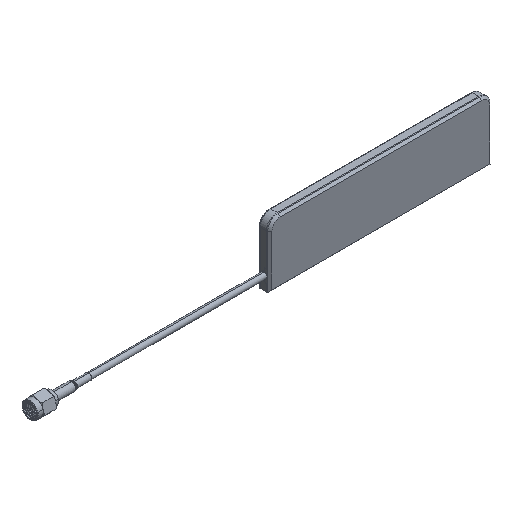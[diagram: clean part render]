
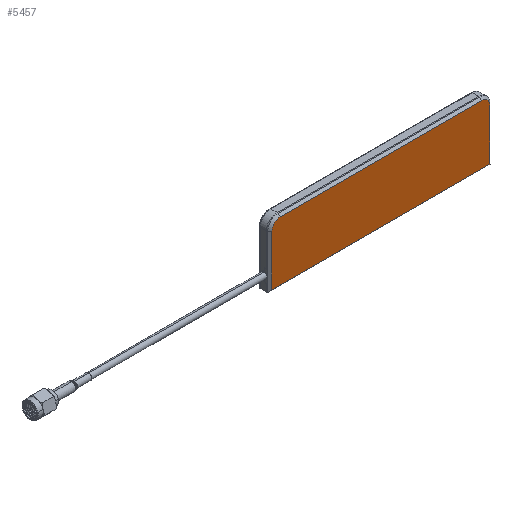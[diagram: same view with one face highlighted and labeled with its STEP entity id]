
A CAD part, isometric view. The second image highlights one B-rep face of the part: STEP entity #5457.
In plain terms, the highlighted planar face has unit normal (0, -1, 0).
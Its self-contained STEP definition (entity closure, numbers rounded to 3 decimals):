
#55 = DIRECTION ( 'NONE',  ( 0., 0., 1. ) ) ;
#231 = CARTESIAN_POINT ( 'NONE',  ( -47.5, -2.7, 14. ) ) ;
#290 = CARTESIAN_POINT ( 'NONE',  ( -47.5, -2.7, 10. ) ) ;
#415 = LINE ( 'NONE', #7878, #2905 ) ;
#625 = VERTEX_POINT ( 'NONE', #8348 ) ;
#719 = CARTESIAN_POINT ( 'NONE',  ( 51.5, -2.7, -14. ) ) ;
#963 = DIRECTION ( 'NONE',  ( -1., 0., 0. ) ) ;
#1420 = CARTESIAN_POINT ( 'NONE',  ( 47.5, -2.7, 10. ) ) ;
#1786 = VERTEX_POINT ( 'NONE', #719 ) ;
#1921 = DIRECTION ( 'NONE',  ( 0., 0., 1. ) ) ;
#1972 = ORIENTED_EDGE ( 'NONE', *, *, #6002, .T. ) ;
#2098 = EDGE_CURVE ( 'NONE', #625, #3441, #7982, .T. ) ;
#2171 = VECTOR ( 'NONE', #1921, 1000. ) ;
#2278 = LINE ( 'NONE', #6058, #4545 ) ;
#2327 = CARTESIAN_POINT ( 'NONE',  ( 51.5, -2.7, 10. ) ) ;
#2433 = EDGE_CURVE ( 'NONE', #8107, #2897, #2278, .T. ) ;
#2626 = ORIENTED_EDGE ( 'NONE', *, *, #2098, .T. ) ;
#2897 = VERTEX_POINT ( 'NONE', #3608 ) ;
#2901 = CARTESIAN_POINT ( 'NONE',  ( 47.5, -2.7, 14. ) ) ;
#2905 = VECTOR ( 'NONE', #5215, 1000. ) ;
#3169 = DIRECTION ( 'NONE',  ( 0., -1., 0. ) ) ;
#3198 = PLANE ( 'NONE',  #7625 ) ;
#3257 = FACE_OUTER_BOUND ( 'NONE', #7165, .T. ) ;
#3441 = VERTEX_POINT ( 'NONE', #231 ) ;
#3455 = DIRECTION ( 'NONE',  ( 0., 0., -1. ) ) ;
#3482 = EDGE_CURVE ( 'NONE', #4151, #625, #3607, .T. ) ;
#3607 = CIRCLE ( 'NONE', #8186, 4. ) ;
#3608 = CARTESIAN_POINT ( 'NONE',  ( -51.5, -2.7, -14. ) ) ;
#3955 = CARTESIAN_POINT ( 'NONE',  ( 47.5, -2.7, 10. ) ) ;
#4151 = VERTEX_POINT ( 'NONE', #2327 ) ;
#4272 = AXIS2_PLACEMENT_3D ( 'NONE', #290, #6143, #7484 ) ;
#4545 = VECTOR ( 'NONE', #3455, 1000. ) ;
#4801 = CARTESIAN_POINT ( 'NONE',  ( -51.5, -2.7, 10. ) ) ;
#4973 = ORIENTED_EDGE ( 'NONE', *, *, #6107, .T. ) ;
#5215 = DIRECTION ( 'NONE',  ( 1., 0., 0. ) ) ;
#5223 = DIRECTION ( 'NONE',  ( 0., 0., -1. ) ) ;
#5457 = ADVANCED_FACE ( 'NONE', ( #3257 ), #3198, .T. ) ;
#5878 = CARTESIAN_POINT ( 'NONE',  ( 51.5, -2.7, 10. ) ) ;
#5998 = VECTOR ( 'NONE', #963, 1000. ) ;
#6002 = EDGE_CURVE ( 'NONE', #1786, #4151, #6392, .T. ) ;
#6035 = CIRCLE ( 'NONE', #4272, 4. ) ;
#6058 = CARTESIAN_POINT ( 'NONE',  ( -51.5, -2.7, 10. ) ) ;
#6107 = EDGE_CURVE ( 'NONE', #2897, #1786, #415, .T. ) ;
#6112 = ORIENTED_EDGE ( 'NONE', *, *, #3482, .T. ) ;
#6143 = DIRECTION ( 'NONE',  ( 0., -1., 0. ) ) ;
#6392 = LINE ( 'NONE', #5878, #2171 ) ;
#6437 = ORIENTED_EDGE ( 'NONE', *, *, #7114, .T. ) ;
#6748 = DIRECTION ( 'NONE',  ( 0., -1., 0. ) ) ;
#7114 = EDGE_CURVE ( 'NONE', #3441, #8107, #6035, .T. ) ;
#7165 = EDGE_LOOP ( 'NONE', ( #6112, #2626, #6437, #7548, #4973, #1972 ) ) ;
#7484 = DIRECTION ( 'NONE',  ( 0., 0., 1. ) ) ;
#7548 = ORIENTED_EDGE ( 'NONE', *, *, #2433, .T. ) ;
#7625 = AXIS2_PLACEMENT_3D ( 'NONE', #3955, #3169, #5223 ) ;
#7878 = CARTESIAN_POINT ( 'NONE',  ( 47.5, -2.7, -14. ) ) ;
#7982 = LINE ( 'NONE', #2901, #5998 ) ;
#8107 = VERTEX_POINT ( 'NONE', #4801 ) ;
#8186 = AXIS2_PLACEMENT_3D ( 'NONE', #1420, #6748, #55 ) ;
#8348 = CARTESIAN_POINT ( 'NONE',  ( 47.5, -2.7, 14. ) ) ;
